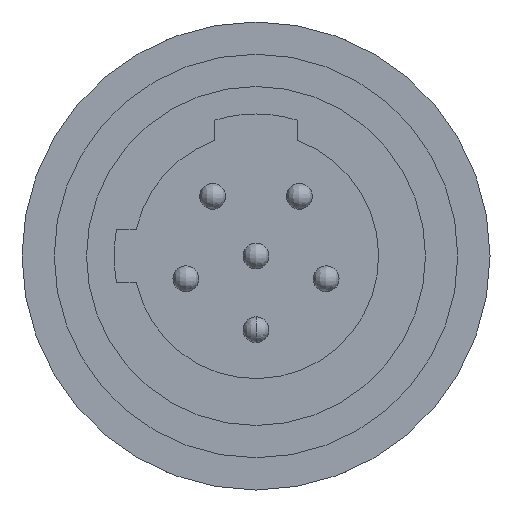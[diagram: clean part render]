
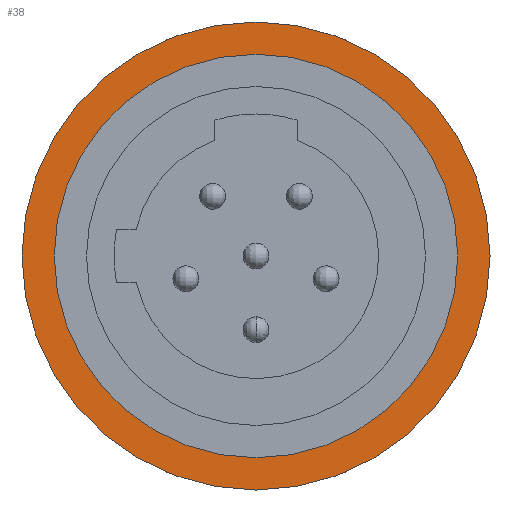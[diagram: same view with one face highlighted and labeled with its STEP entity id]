
A CAD part, left-side view. The second image highlights one B-rep face of the part: STEP entity #38.
In plain terms, the highlighted planar face has unit normal (-1, 0, 0).
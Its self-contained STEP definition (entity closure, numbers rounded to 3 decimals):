
#14 = CIRCLE ( 'NONE', #3127, 7.25 ) ;
#38 = ADVANCED_FACE ( 'NONE', ( #1986, #4477 ), #5185, .F. ) ;
#405 = DIRECTION ( 'NONE',  ( 0., 0., 1. ) ) ;
#449 = DIRECTION ( 'NONE',  ( -1., 0., 0. ) ) ;
#453 = VERTEX_POINT ( 'NONE', #3468 ) ;
#586 = AXIS2_PLACEMENT_3D ( 'NONE', #6344, #3383, #405 ) ;
#630 = AXIS2_PLACEMENT_3D ( 'NONE', #4343, #1352, #4829 ) ;
#641 = CARTESIAN_POINT ( 'NONE',  ( -7., 0., 7.25 ) ) ;
#905 = EDGE_CURVE ( 'NONE', #2848, #2298, #1095, .T. ) ;
#1016 = EDGE_CURVE ( 'NONE', #4295, #453, #4322, .T. ) ;
#1095 = CIRCLE ( 'NONE', #630, 7.25 ) ;
#1221 = CARTESIAN_POINT ( 'NONE',  ( -7., 0., 0. ) ) ;
#1227 = ORIENTED_EDGE ( 'NONE', *, *, #6143, .F. ) ;
#1352 = DIRECTION ( 'NONE',  ( 1., 0., 0. ) ) ;
#1566 = ORIENTED_EDGE ( 'NONE', *, *, #1016, .F. ) ;
#1724 = DIRECTION ( 'NONE',  ( 0., 0., 1. ) ) ;
#1986 = FACE_OUTER_BOUND ( 'NONE', #4892, .T. ) ;
#2298 = VERTEX_POINT ( 'NONE', #3078 ) ;
#2338 = CIRCLE ( 'NONE', #586, 6.25 ) ;
#2566 = ORIENTED_EDGE ( 'NONE', *, *, #3308, .F. ) ;
#2575 = ORIENTED_EDGE ( 'NONE', *, *, #905, .F. ) ;
#2734 = DIRECTION ( 'NONE',  ( 0., 0., -1. ) ) ;
#2848 = VERTEX_POINT ( 'NONE', #641 ) ;
#3078 = CARTESIAN_POINT ( 'NONE',  ( -7., 0., -7.25 ) ) ;
#3127 = AXIS2_PLACEMENT_3D ( 'NONE', #1221, #4701, #1724 ) ;
#3308 = EDGE_CURVE ( 'NONE', #2298, #2848, #14, .T. ) ;
#3362 = CARTESIAN_POINT ( 'NONE',  ( -7., 0., -6.25 ) ) ;
#3383 = DIRECTION ( 'NONE',  ( -1., 0., 0. ) ) ;
#3422 = CARTESIAN_POINT ( 'NONE',  ( -7., 0., 0. ) ) ;
#3468 = CARTESIAN_POINT ( 'NONE',  ( -7., 0., 6.25 ) ) ;
#3933 = DIRECTION ( 'NONE',  ( 0., 0., 1. ) ) ;
#4295 = VERTEX_POINT ( 'NONE', #3362 ) ;
#4316 = AXIS2_PLACEMENT_3D ( 'NONE', #3422, #449, #3933 ) ;
#4322 = CIRCLE ( 'NONE', #4316, 6.25 ) ;
#4343 = CARTESIAN_POINT ( 'NONE',  ( -7., 0., 0. ) ) ;
#4477 = FACE_BOUND ( 'NONE', #4484, .T. ) ;
#4484 = EDGE_LOOP ( 'NONE', ( #1227, #1566 ) ) ;
#4701 = DIRECTION ( 'NONE',  ( 1., 0., 0. ) ) ;
#4829 = DIRECTION ( 'NONE',  ( 0., 0., 1. ) ) ;
#4892 = EDGE_LOOP ( 'NONE', ( #2575, #2566 ) ) ;
#5185 = PLANE ( 'NONE',  #5419 ) ;
#5419 = AXIS2_PLACEMENT_3D ( 'NONE', #6156, #5691, #2734 ) ;
#5691 = DIRECTION ( 'NONE',  ( 1., 0., 0. ) ) ;
#6143 = EDGE_CURVE ( 'NONE', #453, #4295, #2338, .T. ) ;
#6156 = CARTESIAN_POINT ( 'NONE',  ( -7., 7.25, 0. ) ) ;
#6344 = CARTESIAN_POINT ( 'NONE',  ( -7., 0., 0. ) ) ;
